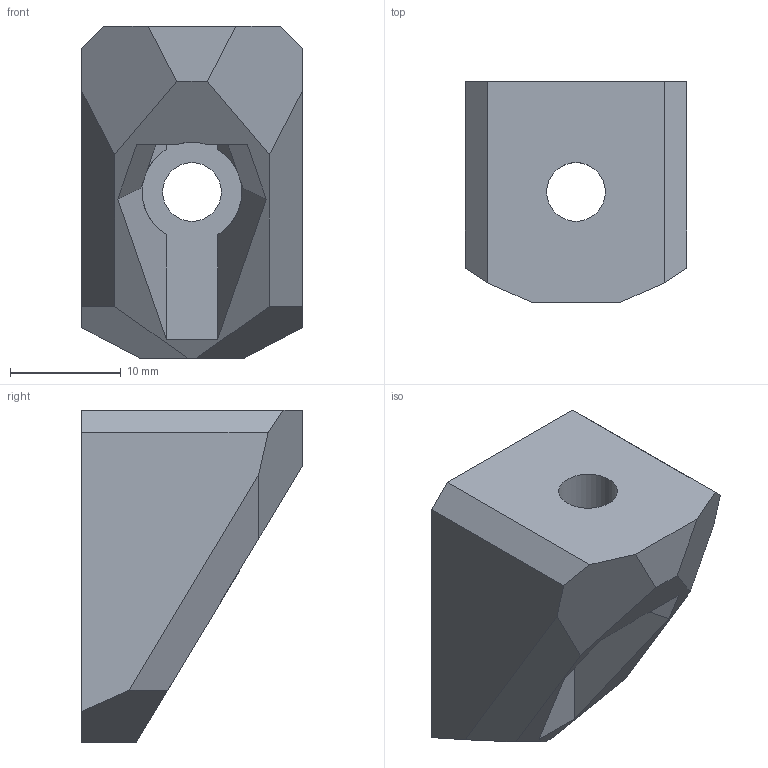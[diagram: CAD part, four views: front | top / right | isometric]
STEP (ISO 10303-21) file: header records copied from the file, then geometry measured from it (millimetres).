
FILE_DESCRIPTION(/* description */ ('STEP AP214'),/* implementation_level */ '2;1');
FILE_NAME(/* name */ '603a479683511015a261f0e2',/* time_stamp */ '2021-02-27T13:22:31+00:00',/* author */ (''),/* organization */ (''),/* preprocessor_version */ 'ST-DEVELOPER v18.1',/* originating_system */ ' ',/* authorisation */ ' ');
FILE_SCHEMA (('AUTOMOTIVE_DESIGN {1 0 10303 214 3 1 1}'));
Length unit declared in the file: metre
Products named in the file (1): y_max_endstop_block
Bounding box: 20 x 20 x 30 mm (x, y, z)
Volume: 6242.8 mm3; surface area: 2787.1 mm2
Topology: 1 solids, 1 shells, 32 faces, 88 edges, 59 vertices
Faces by surface type: plane 25, cylinder 7
Full cylindrical faces by diameter (mm): 5.3 x2
Entity records: 1033 total; most frequent: CARTESIAN_POINT 176, ORIENTED_EDGE 170, DIRECTION 165, EDGE_CURVE 85, LINE 71, VECTOR 71, VERTEX_POINT 58, AXIS2_PLACEMENT_3D 47
